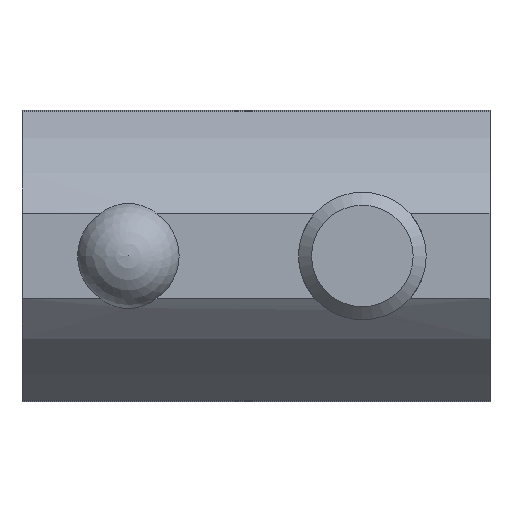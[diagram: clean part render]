
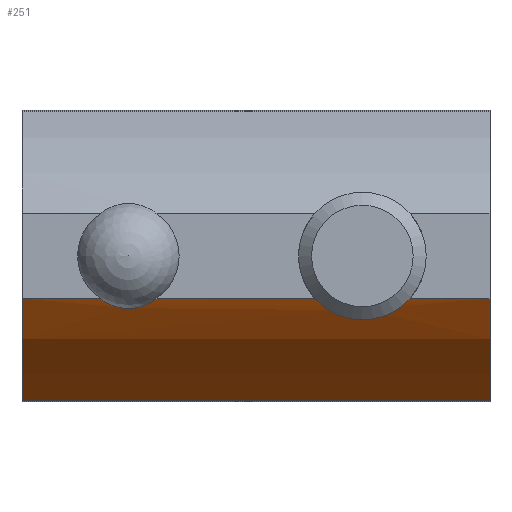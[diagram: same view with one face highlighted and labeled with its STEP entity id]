
A CAD part, front view. The second image highlights one B-rep face of the part: STEP entity #251.
In plain terms, the highlighted cylindrical face has radius 15 mm (diameter 30 mm), a partial arc.
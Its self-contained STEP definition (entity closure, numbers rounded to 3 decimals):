
#251 = ADVANCED_FACE( '', ( #502 ), #503, .T. );
#502 = FACE_OUTER_BOUND( '', #755, .T. );
#503 = CYLINDRICAL_SURFACE( '', #756, 15. );
#755 = EDGE_LOOP( '', ( #1223, #1224, #1225, #1226, #1227, #1228, #1229, #1230 ) );
#756 = AXIS2_PLACEMENT_3D( '', #1231, #1232, #1233 );
#1223 = ORIENTED_EDGE( '', *, *, #1621, .F. );
#1224 = ORIENTED_EDGE( '', *, *, #1629, .T. );
#1225 = ORIENTED_EDGE( '', *, *, #1551, .T. );
#1226 = ORIENTED_EDGE( '', *, *, #1631, .T. );
#1227 = ORIENTED_EDGE( '', *, *, #1632, .T. );
#1228 = ORIENTED_EDGE( '', *, *, #1518, .F. );
#1229 = ORIENTED_EDGE( '', *, *, #1633, .F. );
#1230 = ORIENTED_EDGE( '', *, *, #1603, .T. );
#1231 = CARTESIAN_POINT( '', ( 22., 12.218, 6.701 ) );
#1232 = DIRECTION( '', ( 1., 0., 0. ) );
#1233 = DIRECTION( '', ( 0., 0., 1. ) );
#1518 = EDGE_CURVE( '', #1798, #1793, #1800, .T. );
#1551 = EDGE_CURVE( '', #1852, #1853, #1854, .T. );
#1603 = EDGE_CURVE( '', #1928, #1926, #1929, .T. );
#1621 = EDGE_CURVE( '', #1950, #1926, #1952, .T. );
#1629 = EDGE_CURVE( '', #1950, #1852, #1962, .T. );
#1631 = EDGE_CURVE( '', #1853, #1964, #1965, .T. );
#1632 = EDGE_CURVE( '', #1964, #1793, #1966, .T. );
#1633 = EDGE_CURVE( '', #1928, #1798, #1967, .T. );
#1793 = VERTEX_POINT( '', #2164 );
#1798 = VERTEX_POINT( '', #2170 );
#1800 = LINE( '', #2172, #2173 );
#1852 = VERTEX_POINT( '', #2296 );
#1853 = VERTEX_POINT( '', #2297 );
#1854 = B_SPLINE_CURVE_WITH_KNOTS( '', 3, ( #2298, #2299, #2300, #2301, #2302, #2303, #2304, #2305, #2306, #2307, #2308, #2309, #2310, #2311, #2312, #2313 ), .UNSPECIFIED., .F., .F., ( 4, 2, 2, 2, 2, 2, 2, 4 ), ( 0., 0., 0.001, 0.001, 0.001, 0.002, 0.003, 0.003 ), .UNSPECIFIED. );
#1926 = VERTEX_POINT( '', #2595 );
#1928 = VERTEX_POINT( '', #2597 );
#1929 = LINE( '', #2598, #2599 );
#1950 = VERTEX_POINT( '', #2627 );
#1952 = B_SPLINE_CURVE_WITH_KNOTS( '', 3, ( #2629, #2630, #2631, #2632, #2633, #2634, #2635, #2636, #2637, #2638, #2639, #2640, #2641, #2642, #2643, #2644 ), .UNSPECIFIED., .F., .F., ( 4, 2, 2, 2, 2, 2, 2, 4 ), ( 0., 0.001, 0.002, 0.003, 0.003, 0.004, 0.004, 0.005 ), .UNSPECIFIED. );
#1962 = LINE( '', #2658, #2659 );
#1964 = VERTEX_POINT( '', #2661 );
#1965 = LINE( '', #2662, #2663 );
#1966 = CIRCLE( '', #2664, 15. );
#1967 = CIRCLE( '', #2665, 15. );
#2164 = CARTESIAN_POINT( '', ( 0., 5.7, -6.808 ) );
#2170 = CARTESIAN_POINT( '', ( 22., 5.7, -6.808 ) );
#2172 = CARTESIAN_POINT( '', ( 22., 5.7, -6.808 ) );
#2173 = VECTOR( '', #2825, 1000. );
#2296 = CARTESIAN_POINT( '', ( 6.299, 0., -2. ) );
#2297 = CARTESIAN_POINT( '', ( 3.701, 0., -2. ) );
#2298 = CARTESIAN_POINT( '', ( 6.299, 0., -2. ) );
#2299 = CARTESIAN_POINT( '', ( 6.216, 0.053, -2.074 ) );
#2300 = CARTESIAN_POINT( '', ( 6.125, 0.1, -2.139 ) );
#2301 = CARTESIAN_POINT( '', ( 5.928, 0.185, -2.255 ) );
#2302 = CARTESIAN_POINT( '', ( 5.821, 0.223, -2.305 ) );
#2303 = CARTESIAN_POINT( '', ( 5.599, 0.283, -2.385 ) );
#2304 = CARTESIAN_POINT( '', ( 5.484, 0.307, -2.415 ) );
#2305 = CARTESIAN_POINT( '', ( 5.245, 0.338, -2.457 ) );
#2306 = CARTESIAN_POINT( '', ( 5.122, 0.347, -2.467 ) );
#2307 = CARTESIAN_POINT( '', ( 4.757, 0.347, -2.467 ) );
#2308 = CARTESIAN_POINT( '', ( 4.513, 0.314, -2.425 ) );
#2309 = CARTESIAN_POINT( '', ( 4.179, 0.223, -2.305 ) );
#2310 = CARTESIAN_POINT( '', ( 4.072, 0.186, -2.255 ) );
#2311 = CARTESIAN_POINT( '', ( 3.875, 0.1, -2.14 ) );
#2312 = CARTESIAN_POINT( '', ( 3.784, 0.053, -2.074 ) );
#2313 = CARTESIAN_POINT( '', ( 3.701, 0., -2. ) );
#2595 = CARTESIAN_POINT( '', ( 18.236, 0., -2. ) );
#2597 = CARTESIAN_POINT( '', ( 22., 0., -2. ) );
#2598 = CARTESIAN_POINT( '', ( 22., 0., -2. ) );
#2599 = VECTOR( '', #2929, 1000. );
#2627 = CARTESIAN_POINT( '', ( 13.764, 0., -2. ) );
#2629 = CARTESIAN_POINT( '', ( 13.764, 0., -2. ) );
#2630 = CARTESIAN_POINT( '', ( 14.095, 0.128, -2.179 ) );
#2631 = CARTESIAN_POINT( '', ( 14.447, 0.234, -2.32 ) );
#2632 = CARTESIAN_POINT( '', ( 15.012, 0.348, -2.469 ) );
#2633 = CARTESIAN_POINT( '', ( 15.208, 0.378, -2.507 ) );
#2634 = CARTESIAN_POINT( '', ( 15.599, 0.418, -2.559 ) );
#2635 = CARTESIAN_POINT( '', ( 15.796, 0.428, -2.572 ) );
#2636 = CARTESIAN_POINT( '', ( 16.193, 0.428, -2.572 ) );
#2637 = CARTESIAN_POINT( '', ( 16.394, 0.418, -2.559 ) );
#2638 = CARTESIAN_POINT( '', ( 16.785, 0.379, -2.509 ) );
#2639 = CARTESIAN_POINT( '', ( 16.977, 0.349, -2.471 ) );
#2640 = CARTESIAN_POINT( '', ( 17.355, 0.274, -2.373 ) );
#2641 = CARTESIAN_POINT( '', ( 17.54, 0.228, -2.312 ) );
#2642 = CARTESIAN_POINT( '', ( 17.898, 0.123, -2.17 ) );
#2643 = CARTESIAN_POINT( '', ( 18.07, 0.064, -2.09 ) );
#2644 = CARTESIAN_POINT( '', ( 18.236, 0., -2. ) );
#2658 = CARTESIAN_POINT( '', ( 22., 0., -2. ) );
#2659 = VECTOR( '', #2953, 1000. );
#2661 = CARTESIAN_POINT( '', ( 0., 0., -2. ) );
#2662 = CARTESIAN_POINT( '', ( 22., 0., -2. ) );
#2663 = VECTOR( '', #2954, 1000. );
#2664 = AXIS2_PLACEMENT_3D( '', #2955, #2956, #2957 );
#2665 = AXIS2_PLACEMENT_3D( '', #2958, #2959, #2960 );
#2825 = DIRECTION( '', ( -1., 0., 0. ) );
#2929 = DIRECTION( '', ( -1., 0., 0. ) );
#2953 = DIRECTION( '', ( -1., 0., 0. ) );
#2954 = DIRECTION( '', ( -1., 0., 0. ) );
#2955 = CARTESIAN_POINT( '', ( 0., 12.218, 6.701 ) );
#2956 = DIRECTION( '', ( 1., 0., 0. ) );
#2957 = DIRECTION( '', ( 0., 0., -1. ) );
#2958 = CARTESIAN_POINT( '', ( 22., 12.218, 6.701 ) );
#2959 = DIRECTION( '', ( 1., 0., 0. ) );
#2960 = DIRECTION( '', ( 0., 0., -1. ) );
